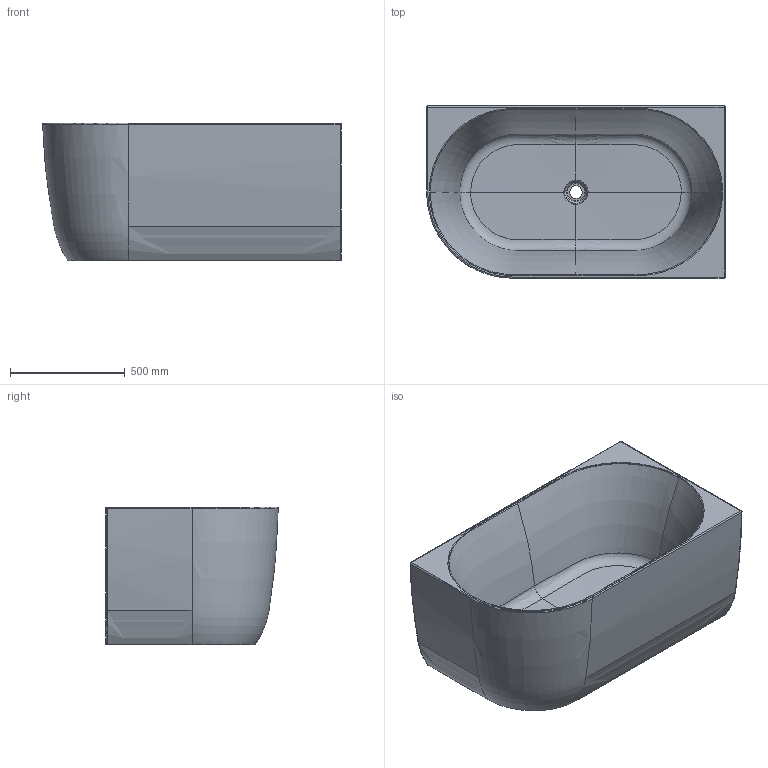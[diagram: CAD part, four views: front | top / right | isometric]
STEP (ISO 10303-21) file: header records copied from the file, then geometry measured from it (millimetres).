
FILE_DESCRIPTION(/* description */ (''),/* implementation_level */ '2;1');
FILE_NAME(/* name */ 'HY617R-1300X750X600-20240112.stp',/* time_stamp */ '2024-01-12T16:48:03+08:00',/* author */ (''),/* organization */ (''),/* preprocessor_version */ 'ST-DEVELOPER v18.102',/* originating_system */ 'SIEMENS PLM Software NX 2023',/* authorisation */ '');
FILE_SCHEMA (('AUTOMOTIVE_DESIGN { 1 0 10303 214 3 1 1 1 }'));
Length unit declared in the file: millimetre
Products named in the file (1): HY617L-1300X750X600-A0.2_objects
Bounding box: 1299.82 x 749.9 x 600 mm (x, y, z)
Volume: 12388483.4 mm3; surface area: 6065658.8 mm2
Topology: 1 solids, 1 shells, 94 faces, 223 edges, 129 vertices
Faces by surface type: bspline 58, cylinder 13, plane 11, torus 6, cone 4, extrusion 2
Full cylindrical faces by diameter (mm): 55 x1
Entity records: 25946 total; most frequent: CARTESIAN_POINT 24261, ORIENTED_EDGE 426, EDGE_CURVE 213, DIRECTION 188, B_SPLINE_CURVE_WITH_KNOTS 142, VERTEX_POINT 128, EDGE_LOOP 103, ADVANCED_FACE 94
